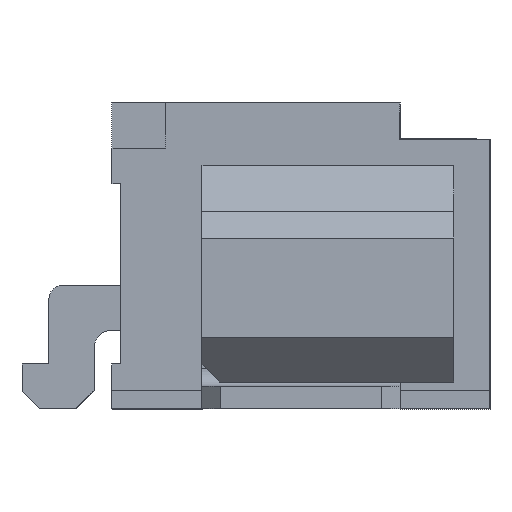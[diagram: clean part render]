
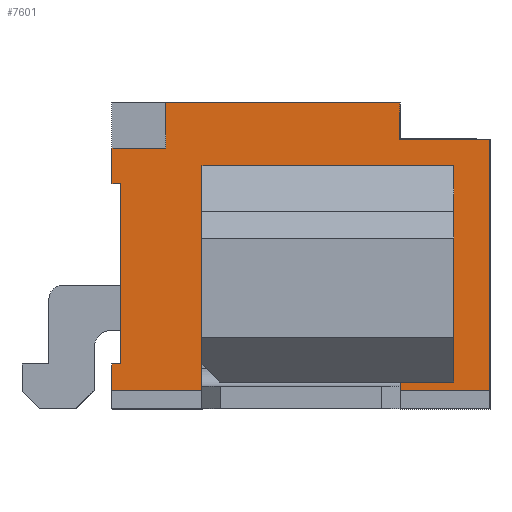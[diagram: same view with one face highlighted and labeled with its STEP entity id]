
A CAD part, left-side view. The second image highlights one B-rep face of the part: STEP entity #7601.
In plain terms, the highlighted planar face has unit normal (-1, 0, 0).
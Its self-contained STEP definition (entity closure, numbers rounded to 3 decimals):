
#53 = EDGE_CURVE ( 'NONE', #17397, #9511, #15137, .T. ) ;
#194 = EDGE_CURVE ( 'NONE', #4886, #16341, #9832, .T. ) ;
#273 = CARTESIAN_POINT ( 'NONE',  ( -9., 1.1, 0.3 ) ) ;
#318 = DIRECTION ( 'NONE',  ( 0., 0., 1. ) ) ;
#504 = ORIENTED_EDGE ( 'NONE', *, *, #7374, .T. ) ;
#515 = VECTOR ( 'NONE', #3680, 1000. ) ;
#667 = ORIENTED_EDGE ( 'NONE', *, *, #11105, .T. ) ;
#682 = AXIS2_PLACEMENT_3D ( 'NONE', #7399, #22497, #11216 ) ;
#701 = ORIENTED_EDGE ( 'NONE', *, *, #15897, .F. ) ;
#708 = LINE ( 'NONE', #5562, #20124 ) ;
#946 = LINE ( 'NONE', #23766, #15351 ) ;
#1257 = EDGE_CURVE ( 'NONE', #16341, #8149, #4421, .T. ) ;
#1311 = LINE ( 'NONE', #14225, #5729 ) ;
#1468 = CARTESIAN_POINT ( 'NONE',  ( -9., -1.7, 2.7 ) ) ;
#1660 = VERTEX_POINT ( 'NONE', #2307 ) ;
#1742 = EDGE_CURVE ( 'NONE', #5924, #2417, #19981, .T. ) ;
#1744 = PLANE ( 'NONE',  #682 ) ;
#1750 = CARTESIAN_POINT ( 'NONE',  ( -9., 2.1, 0.5 ) ) ;
#1801 = CARTESIAN_POINT ( 'NONE',  ( -9., 1.1, 2.7 ) ) ;
#2146 = ORIENTED_EDGE ( 'NONE', *, *, #15706, .F. ) ;
#2307 = CARTESIAN_POINT ( 'NONE',  ( -9., 2.1, 2.5 ) ) ;
#2358 = VECTOR ( 'NONE', #24268, 1000. ) ;
#2376 = DIRECTION ( 'NONE',  ( 0., 1., 0. ) ) ;
#2417 = VERTEX_POINT ( 'NONE', #17228 ) ;
#3047 = DIRECTION ( 'NONE',  ( 0., 0., 1. ) ) ;
#3474 = LINE ( 'NONE', #15844, #13512 ) ;
#3613 = DIRECTION ( 'NONE',  ( 0., -1., 0. ) ) ;
#3615 = EDGE_LOOP ( 'NONE', ( #4038, #701, #11849, #7963, #13734, #10376, #19173, #14551, #6673, #19574, #2146, #504 ) ) ;
#3680 = DIRECTION ( 'NONE',  ( 0., -1., 0. ) ) ;
#4038 = ORIENTED_EDGE ( 'NONE', *, *, #14769, .F. ) ;
#4421 = LINE ( 'NONE', #14261, #19449 ) ;
#4544 = DIRECTION ( 'NONE',  ( 0., 0., 1. ) ) ;
#4555 = CARTESIAN_POINT ( 'NONE',  ( -9., 1.5, 2.9 ) ) ;
#4778 = LINE ( 'NONE', #1750, #14198 ) ;
#4791 = VERTEX_POINT ( 'NONE', #9240 ) ;
#4886 = VERTEX_POINT ( 'NONE', #273 ) ;
#4966 = VECTOR ( 'NONE', #8229, 1000. ) ;
#5001 = VECTOR ( 'NONE', #2376, 1000. ) ;
#5549 = CARTESIAN_POINT ( 'NONE',  ( -9., 1.1, 0.3 ) ) ;
#5562 = CARTESIAN_POINT ( 'NONE',  ( -9., 2.1, 0.2 ) ) ;
#5729 = VECTOR ( 'NONE', #16142, 1000. ) ;
#5743 = VERTEX_POINT ( 'NONE', #21885 ) ;
#5924 = VERTEX_POINT ( 'NONE', #24274 ) ;
#6353 = CARTESIAN_POINT ( 'NONE',  ( -9., 2., 2.5 ) ) ;
#6673 = ORIENTED_EDGE ( 'NONE', *, *, #15021, .T. ) ;
#6703 = ORIENTED_EDGE ( 'NONE', *, *, #194, .F. ) ;
#6918 = CARTESIAN_POINT ( 'NONE',  ( -9., 1.5, 3.4 ) ) ;
#7015 = CARTESIAN_POINT ( 'NONE',  ( -9., -2.1, 3.4 ) ) ;
#7260 = VERTEX_POINT ( 'NONE', #4555 ) ;
#7360 = LINE ( 'NONE', #9169, #2358 ) ;
#7374 = EDGE_CURVE ( 'NONE', #23448, #22258, #946, .T. ) ;
#7399 = CARTESIAN_POINT ( 'NONE',  ( -9., 2.1, 3.4 ) ) ;
#7427 = EDGE_CURVE ( 'NONE', #4791, #21024, #24207, .T. ) ;
#7601 = ADVANCED_FACE ( 'NONE', ( #23912, #18865 ), #1744, .F. ) ;
#7731 = ORIENTED_EDGE ( 'NONE', *, *, #15990, .T. ) ;
#7852 = EDGE_CURVE ( 'NONE', #2417, #1660, #19435, .T. ) ;
#7963 = ORIENTED_EDGE ( 'NONE', *, *, #20036, .F. ) ;
#8149 = VERTEX_POINT ( 'NONE', #1468 ) ;
#8229 = DIRECTION ( 'NONE',  ( 0., 0., 1. ) ) ;
#8364 = EDGE_LOOP ( 'NONE', ( #21918, #6703, #7731, #667 ) ) ;
#8572 = DIRECTION ( 'NONE',  ( 0., 0., 1. ) ) ;
#8574 = VECTOR ( 'NONE', #20173, 1000. ) ;
#9169 = CARTESIAN_POINT ( 'NONE',  ( -9., 1.5, 2.9 ) ) ;
#9240 = CARTESIAN_POINT ( 'NONE',  ( -9., -2.1, 0.2 ) ) ;
#9511 = VERTEX_POINT ( 'NONE', #12921 ) ;
#9832 = LINE ( 'NONE', #5549, #14248 ) ;
#10145 = VECTOR ( 'NONE', #22586, 1000. ) ;
#10376 = ORIENTED_EDGE ( 'NONE', *, *, #1742, .F. ) ;
#10526 = LINE ( 'NONE', #1801, #515 ) ;
#11105 = EDGE_CURVE ( 'NONE', #18394, #8149, #10526, .T. ) ;
#11167 = DIRECTION ( 'NONE',  ( 0., -1., 0. ) ) ;
#11170 = VECTOR ( 'NONE', #8572, 1000. ) ;
#11216 = DIRECTION ( 'NONE',  ( 0., 0., -1. ) ) ;
#11586 = CARTESIAN_POINT ( 'NONE',  ( -9., 2.1, 3.4 ) ) ;
#11849 = ORIENTED_EDGE ( 'NONE', *, *, #22851, .F. ) ;
#12470 = EDGE_CURVE ( 'NONE', #9511, #5924, #4778, .T. ) ;
#12921 = CARTESIAN_POINT ( 'NONE',  ( -9., 2.1, 0.5 ) ) ;
#13028 = VERTEX_POINT ( 'NONE', #6918 ) ;
#13273 = CARTESIAN_POINT ( 'NONE',  ( -9., -2.1, 3. ) ) ;
#13512 = VECTOR ( 'NONE', #4544, 1000. ) ;
#13734 = ORIENTED_EDGE ( 'NONE', *, *, #7852, .F. ) ;
#14198 = VECTOR ( 'NONE', #3613, 1000. ) ;
#14225 = CARTESIAN_POINT ( 'NONE',  ( -9., 2.1, 3.4 ) ) ;
#14248 = VECTOR ( 'NONE', #11167, 1000. ) ;
#14261 = CARTESIAN_POINT ( 'NONE',  ( -9., -1.7, 0.3 ) ) ;
#14551 = ORIENTED_EDGE ( 'NONE', *, *, #53, .F. ) ;
#14708 = VECTOR ( 'NONE', #318, 1000. ) ;
#14769 = EDGE_CURVE ( 'NONE', #13028, #22258, #1311, .T. ) ;
#15021 = EDGE_CURVE ( 'NONE', #17397, #4791, #708, .T. ) ;
#15137 = LINE ( 'NONE', #22613, #10145 ) ;
#15157 = DIRECTION ( 'NONE',  ( 0., -1., 0. ) ) ;
#15351 = VECTOR ( 'NONE', #3047, 1000. ) ;
#15571 = LINE ( 'NONE', #19832, #11170 ) ;
#15643 = CARTESIAN_POINT ( 'NONE',  ( -9., 2.1, 2.5 ) ) ;
#15706 = EDGE_CURVE ( 'NONE', #23448, #21024, #19185, .T. ) ;
#15844 = CARTESIAN_POINT ( 'NONE',  ( -9., 1.5, 2.9 ) ) ;
#15897 = EDGE_CURVE ( 'NONE', #7260, #13028, #3474, .T. ) ;
#15990 = EDGE_CURVE ( 'NONE', #4886, #18394, #15571, .T. ) ;
#16142 = DIRECTION ( 'NONE',  ( 0., -1., 0. ) ) ;
#16180 = DIRECTION ( 'NONE',  ( 0., 0., 1. ) ) ;
#16341 = VERTEX_POINT ( 'NONE', #17031 ) ;
#16841 = DIRECTION ( 'NONE',  ( 0., -1., 0. ) ) ;
#17031 = CARTESIAN_POINT ( 'NONE',  ( -9., -1.7, 0.3 ) ) ;
#17228 = CARTESIAN_POINT ( 'NONE',  ( -9., 2., 2.5 ) ) ;
#17397 = VERTEX_POINT ( 'NONE', #20610 ) ;
#18394 = VERTEX_POINT ( 'NONE', #20917 ) ;
#18602 = VECTOR ( 'NONE', #15157, 1000. ) ;
#18865 = FACE_BOUND ( 'NONE', #8364, .T. ) ;
#19152 = LINE ( 'NONE', #11586, #14708 ) ;
#19173 = ORIENTED_EDGE ( 'NONE', *, *, #12470, .F. ) ;
#19185 = LINE ( 'NONE', #13273, #18602 ) ;
#19435 = LINE ( 'NONE', #15643, #5001 ) ;
#19449 = VECTOR ( 'NONE', #16180, 1000. ) ;
#19574 = ORIENTED_EDGE ( 'NONE', *, *, #7427, .T. ) ;
#19832 = CARTESIAN_POINT ( 'NONE',  ( -9., 1.1, 0.3 ) ) ;
#19981 = LINE ( 'NONE', #6353, #4966 ) ;
#20036 = EDGE_CURVE ( 'NONE', #1660, #5743, #19152, .T. ) ;
#20087 = CARTESIAN_POINT ( 'NONE',  ( -9., -1.1, 3. ) ) ;
#20124 = VECTOR ( 'NONE', #16841, 1000. ) ;
#20173 = DIRECTION ( 'NONE',  ( 0., 0., 1. ) ) ;
#20610 = CARTESIAN_POINT ( 'NONE',  ( -9., 2.1, 0.2 ) ) ;
#20917 = CARTESIAN_POINT ( 'NONE',  ( -9., 1.1, 2.7 ) ) ;
#21024 = VERTEX_POINT ( 'NONE', #23796 ) ;
#21885 = CARTESIAN_POINT ( 'NONE',  ( -9., 2.1, 2.9 ) ) ;
#21918 = ORIENTED_EDGE ( 'NONE', *, *, #1257, .F. ) ;
#22258 = VERTEX_POINT ( 'NONE', #24210 ) ;
#22497 = DIRECTION ( 'NONE',  ( 1., 0., 0. ) ) ;
#22586 = DIRECTION ( 'NONE',  ( 0., 0., 1. ) ) ;
#22613 = CARTESIAN_POINT ( 'NONE',  ( -9., 2.1, 3.4 ) ) ;
#22851 = EDGE_CURVE ( 'NONE', #5743, #7260, #7360, .T. ) ;
#23448 = VERTEX_POINT ( 'NONE', #20087 ) ;
#23766 = CARTESIAN_POINT ( 'NONE',  ( -9., -1.1, 3. ) ) ;
#23796 = CARTESIAN_POINT ( 'NONE',  ( -9., -2.1, 3. ) ) ;
#23912 = FACE_OUTER_BOUND ( 'NONE', #3615, .T. ) ;
#24207 = LINE ( 'NONE', #7015, #8574 ) ;
#24210 = CARTESIAN_POINT ( 'NONE',  ( -9., -1.1, 3.4 ) ) ;
#24268 = DIRECTION ( 'NONE',  ( 0., -1., 0. ) ) ;
#24274 = CARTESIAN_POINT ( 'NONE',  ( -9., 2., 0.5 ) ) ;
